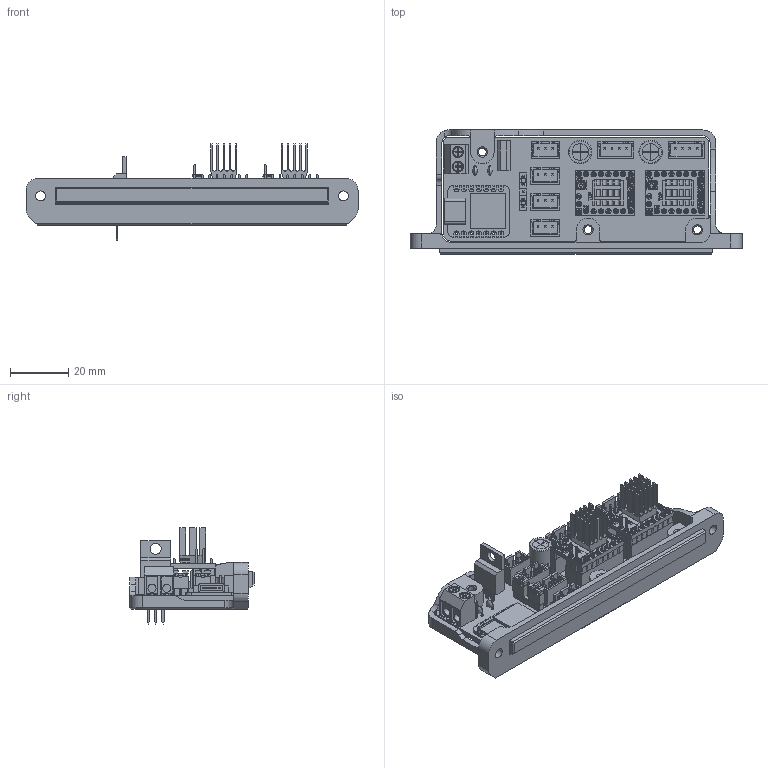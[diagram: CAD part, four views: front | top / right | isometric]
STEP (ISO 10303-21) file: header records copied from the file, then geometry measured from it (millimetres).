
FILE_DESCRIPTION(/* description */ (''),/* implementation_level */ '2;1');
FILE_NAME(/* name */ 'ercf_ez_board bracket bottom.step',/* time_stamp */ '2021-06-26T11:26:25+02:00',/* author */ (''),/* organization */ (''),/* preprocessor_version */ 'ST-DEVELOPER v18.1',/* originating_system */ 'Autodesk Translation Framework v10.9.0.1377',/* authorisation */ '');
FILE_SCHEMA (('AUTOMOTIVE_DESIGN { 1 0 10303 214 3 1 1 }'));
Products named in the file (29): ercf_ez_board bracket bottom; ercf-easy-brd; Seeeduino_Xiao; SOLID (9); PinHeader_1x05_P2.54mm_Vertical; SOLID (3); Jumper; COMPOUND (1); Screw_Terminal_Block_5mm_2-way; COMPOUND; PinSocket_1x08_P2.54mm_Vertical; SOLID (4); BTT_TMC2209-V1.2; COMPOUND (3); PinSocket_1x02_P2.54mm_Vertical; SOLID (5); TO-220-3_Vertical; SOLID (2); R_Axial_DIN0207_L6.3mm_D2.5mm_P7.62mm_Horizontal; SOLID; JST_XH_B4B-XH-A_1x04_P2.50mm_Vertical; SOLID (7); JST_XH_B3B-XH-A_1x03_P2.50mm_Vertical; SOLID (6); CP_Radial_D8.0mm_P3.50mm; SOLID (8); C_Disc_D3.0mm_W1.6mm_P2.50mm; SOLID (1); COMPOUND (2)
Assembly tree (43 placements, depth 4):
  ercf_ez_board bracket bottom
    ercf-easy-brd
      Seeeduino_Xiao
        SOLID (9)
      PinHeader_1x05_P2.54mm_Vertical
        SOLID (3)
      Jumper  x2
        COMPOUND (1)
      Screw_Terminal_Block_5mm_2-way
        COMPOUND
      PinSocket_1x08_P2.54mm_Vertical  x4
        SOLID (4)
      BTT_TMC2209-V1.2  x2
        COMPOUND (3)
      PinSocket_1x02_P2.54mm_Vertical  x2
        SOLID (5)
      JST_XH_B3B-XH-A_1x03_P2.50mm_Vertical  x4
        SOLID (6)
      C_Disc_D3.0mm_W1.6mm_P2.50mm  x2
        SOLID (1)
      TO-220-3_Vertical
        SOLID (2)
      R_Axial_DIN0207_L6.3mm_D2.5mm_P7.62mm_Horizontal  x4
        SOLID
      JST_XH_B4B-XH-A_1x04_P2.50mm_Vertical  x2
        SOLID (7)
      CP_Radial_D8.0mm_P3.50mm  x2
        SOLID (8)
      COMPOUND (2)
Bounding box: 113.72 x 42.56 x 32.9 mm (x, y, z)
Volume: 22112 mm3; surface area: 32927 mm2
Topology: 119 solids, 121 shells, 4891 faces, 12758 edges, 8374 vertices
Faces by surface type: plane 4200, cylinder 555, bspline 64, torus 32, cone 28, sphere 12
Full cylindrical faces by diameter (mm): 0.5 x8, 0.6 x22, 0.8 x17, 0.95 x20, 1 x56, 1.016 x38, 1.1 x3, 1.52 x2, 1.8 x34, 2.25 x4, 2.5 x8, 2.7 x3, 2.75 x2, 3.2 x3, 3.4 x5, 3.5 x2, 3.7 x3, 3.735 x1, 3.8 x2, 4.7 x3, 5.6 x2, 6.7 x3, 7.7 x3
Entity records: 81491 total; most frequent: CARTESIAN_POINT 18228, ORIENTED_EDGE 12714, DIRECTION 11961, EDGE_CURVE 6357, LINE 5193, VECTOR 5193, VERTEX_POINT 4180, AXIS2_PLACEMENT_3D 3384
